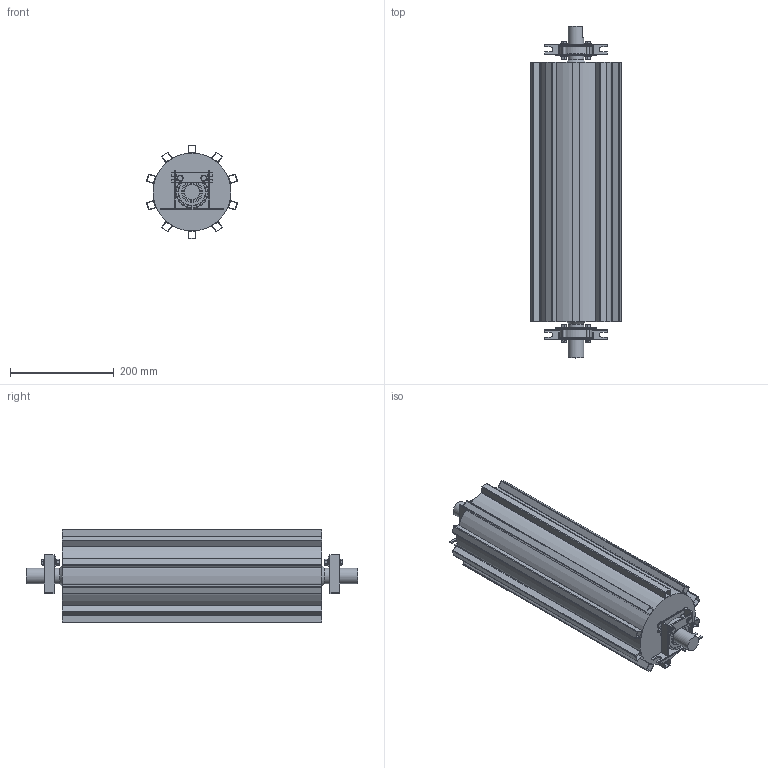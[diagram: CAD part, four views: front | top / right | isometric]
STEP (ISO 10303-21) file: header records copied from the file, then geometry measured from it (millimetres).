
FILE_DESCRIPTION(/* description */ ('CAx-IF Rec.Pracs.---Representation and Presentation of Product Manufacturing Information (PMI)---4.0---2014-10-13','CAx-IF Rec.Pracs.---3D Tessellated Geometry---0.4---2014-09-14','2;1'),/* implementation_level */ '2;1');
FILE_NAME(/* name */ 'A_Roller_Fixed',/* time_stamp */ '2024-04-10T10:25:32+02:00',/* author */ ('Philippe COLBACH'),/* organization */ ('ETH Zurich'),/* preprocessor_version */ 'ST-DEVELOPER v18.1',/* originating_system */ 'SIEMENS PLM Software NX 1988',/* authorisation */ $);
FILE_SCHEMA (('AP242_MANAGED_MODEL_BASED_3D_ENGINEERING_MIM_LF { 1 0 10303 442 3 1 4 }'));
Length unit declared in the file: millimetre
Products named in the file (19): A_Roller_Fixed; A_Roller_Bearing_Bracket_Fixed; M_Bearing_Bracket_L_Backplate; M_Bearing_Bracket_L_Clamping_Plate; M_Bearing_Bracket_L_Side; Single Row Radial Contact Ball Brg, 2RS W 2 Seals, DIN,6206_2RS; Hex Head Screw, Grades A, B, DIN,M6x30; Hex Nut, 1A, DIN,M6x1; Plain Washer, Normal, DIN,M6; M_Bearing_Bracket_L_Base_Fixed; M_Roller_Square_Profile; M_Roller_Body
Assembly tree (41 placements, depth 3):
  A_Roller_Fixed
    A_Roller_Bearing_Bracket_Fixed
      M_Bearing_Bracket_L_Backplate
      M_Bearing_Bracket_L_Clamping_Plate
      M_Bearing_Bracket_L_Side  x2
      Single Row Radial Contact Ball Brg, 2RS W 2 Seals, DIN,6206_2RS
      Hex Head Screw, Grades A, B, DIN,M6x30
      Hex Nut, 1A, DIN,M6x1
      Plain Washer, Normal, DIN,M6  x4
      Hex Head Screw, Grades A, B, DIN,M6x30
      Hex Nut, 1A, DIN,M6x1
      M_Bearing_Bracket_L_Base_Fixed
    A_Roller_Bearing_Bracket_Fixed
      M_Bearing_Bracket_L_Backplate
      M_Bearing_Bracket_L_Clamping_Plate
      M_Bearing_Bracket_L_Side  x2
      Single Row Radial Contact Ball Brg, 2RS W 2 Seals, DIN,6206_2RS
      Hex Head Screw, Grades A, B, DIN,M6x30
      Hex Nut, 1A, DIN,M6x1
      Plain Washer, Normal, DIN,M6  x4
      Hex Head Screw, Grades A, B, DIN,M6x30
      Hex Nut, 1A, DIN,M6x1
      M_Bearing_Bracket_L_Base_Fixed
    M_Roller_Square_Profile  x10
    M_Roller_Body
Bounding box: 175.3 x 640 x 180 mm (x, y, z)
Volume: 2157380.3 mm3; surface area: 1197869.8 mm2
Topology: 81 solids, 82 shells, 648 faces, 1518 edges, 980 vertices
Faces by surface type: plane 316, cylinder 194, cone 94, sphere 36, torus 8
Full cylindrical faces by diameter (mm): 5.188 x4, 6 x4, 6.6 x8, 8.88 x4, 12 x8, 30 x5, 37.82 x8, 40.667 x4, 51.333 x4, 54.18 x8, 62 x2, 140 x1, 150 x1
Entity records: 11722 total; most frequent: CARTESIAN_POINT 2317, DIRECTION 2055, ORIENTED_EDGE 1200, AXIS2_PLACEMENT_3D 911, EDGE_CURVE 600, VERTEX_POINT 423, FACE_BOUND 417, EDGE_LOOP 399
